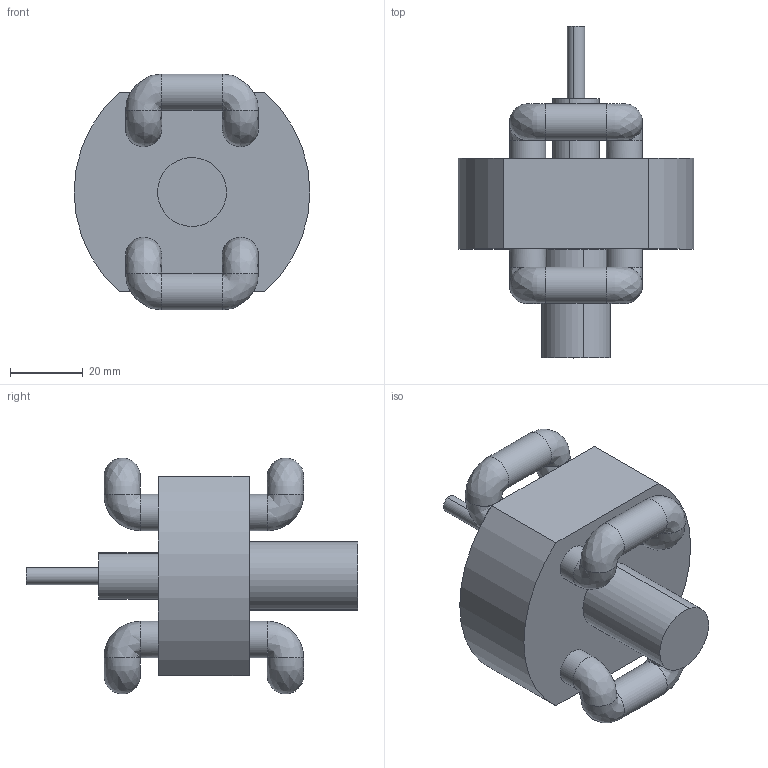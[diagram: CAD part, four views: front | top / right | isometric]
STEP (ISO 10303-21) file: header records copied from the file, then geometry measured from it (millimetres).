
FILE_DESCRIPTION(('produced by SPATIAL CORP'),'2;1');
FILE_NAME('Part25.hh.sat.stp', '2002-04-22T11:44:32+00:00',('SPATIAL CORP'),('SPATIAL CORP'), 'ACIS STEP Husk','http://www.spatial.com','SPATIAL CORP');
FILE_SCHEMA(('CONFIG_CONTROL_DESIGN'));
Length unit declared in the file: millimetre
Products named in the file (1): PRODUCT_ID_1
Bounding box: 65 x 91.49 x 64.99 mm (x, y, z)
Volume: 108104.2 mm3; surface area: 20851.1 mm2
Topology: 1 solids, 1 shells, 46 faces, 99 edges, 58 vertices
Faces by surface type: bspline 28, cylinder 11, plane 7
Entity records: 3213 total; most frequent: CARTESIAN_POINT 2440, ORIENTED_EDGE 198, EDGE_CURVE 99, VERTEX_POINT 58, DIRECTION 58, EDGE_LOOP 57, FACE_BOUND 57, ADVANCED_FACE 46
